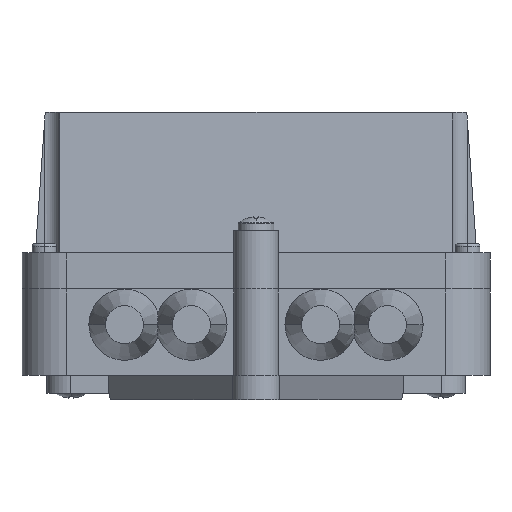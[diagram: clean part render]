
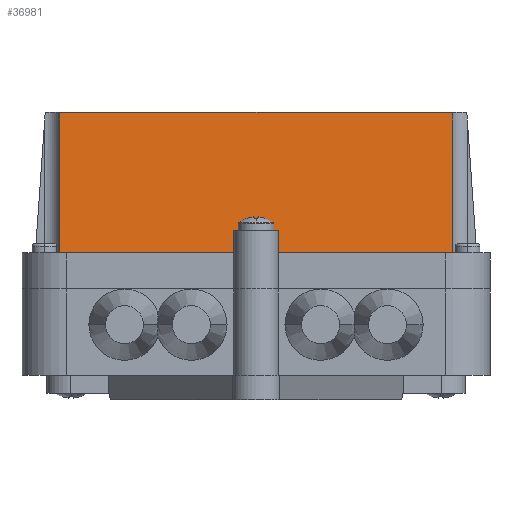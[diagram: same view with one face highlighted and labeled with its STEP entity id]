
A CAD part, front view. The second image highlights one B-rep face of the part: STEP entity #36981.
In plain terms, the highlighted face is planar.
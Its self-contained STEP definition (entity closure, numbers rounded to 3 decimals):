
#8452 = EDGE_CURVE ( 'NONE', #22143, #22142, #11695, .T. ) ;
#8468 = EDGE_CURVE ( 'NONE', #22159, #22158, #11725, .T. ) ;
#8471 = EDGE_CURVE ( 'NONE', #22163, #22162, #11733, .T. ) ;
#8472 = EDGE_CURVE ( 'NONE', #22164, #22143, #11721, .T. ) ;
#8473 = EDGE_CURVE ( 'NONE', #22159, #22166, #11736, .T. ) ;
#8474 = EDGE_CURVE ( 'NONE', #22161, #22162, #17882, .T. ) ;
#8475 = EDGE_CURVE ( 'NONE', #22158, #22161, #11732, .T. ) ;
#8476 = EDGE_CURVE ( 'NONE', #22163, #22164, #17883, .T. ) ;
#8477 = EDGE_CURVE ( 'NONE', #22165, #22142, #11738, .T. ) ;
#8479 = EDGE_CURVE ( 'NONE', #22165, #22166, #11744, .T. ) ;
#11695 = LINE ( 'NONE', #12893, #11699 ) ;
#11699 = VECTOR ( 'NONE', #12905, 1000. ) ;
#11721 = LINE ( 'NONE', #12944, #11735 ) ;
#11725 = LINE ( 'NONE', #12938, #11728 ) ;
#11728 = VECTOR ( 'NONE', #12941, 1000. ) ;
#11732 = LINE ( 'NONE', #12957, #11739 ) ;
#11733 = LINE ( 'NONE', #12947, #11734 ) ;
#11734 = VECTOR ( 'NONE', #12948, 1000. ) ;
#11735 = VECTOR ( 'NONE', #12950, 1000. ) ;
#11736 = LINE ( 'NONE', #12951, #11737 ) ;
#11737 = VECTOR ( 'NONE', #12952, 1000. ) ;
#11738 = LINE ( 'NONE', #12963, #11742 ) ;
#11739 = VECTOR ( 'NONE', #12958, 1000. ) ;
#11740 = VECTOR ( 'NONE', #12967, 1000. ) ;
#11742 = VECTOR ( 'NONE', #12964, 1000. ) ;
#11744 = LINE ( 'NONE', #12953, #11740 ) ;
#12893 = CARTESIAN_POINT ( 'NONE',  ( -49.5, 27.5, 54.5 ) ) ;
#12905 = DIRECTION ( 'NONE',  ( 1., 0., 0. ) ) ;
#12938 = CARTESIAN_POINT ( 'NONE',  ( -49.5, 27.5, 54.5 ) ) ;
#12941 = DIRECTION ( 'NONE',  ( 1., 0., 0. ) ) ;
#12944 = CARTESIAN_POINT ( 'NONE',  ( -44., 27.5, 54.5 ) ) ;
#12946 = CARTESIAN_POINT ( 'NONE',  ( 44., 56.101, 52.5 ) ) ;
#12947 = CARTESIAN_POINT ( 'NONE',  ( 49.5, 59., 52.297 ) ) ;
#12948 = DIRECTION ( 'NONE',  ( 1., 0., 0. ) ) ;
#12949 = CARTESIAN_POINT ( 'NONE',  ( -44.006, 59., 52.297 ) ) ;
#12950 = DIRECTION ( 'NONE',  ( 0., -0.998, 0.07 ) ) ;
#12951 = CARTESIAN_POINT ( 'NONE',  ( 5., 27.5, 54.5 ) ) ;
#12952 = DIRECTION ( 'NONE',  ( 0., 0.998, -0.07 ) ) ;
#12953 = CARTESIAN_POINT ( 'NONE',  ( -49.5, 32.5, 54.15 ) ) ;
#12954 = CARTESIAN_POINT ( 'NONE',  ( 44., 57.068, 52.432 ) ) ;
#12955 = CARTESIAN_POINT ( 'NONE',  ( 44.002, 58.035, 52.365 ) ) ;
#12956 = CARTESIAN_POINT ( 'NONE',  ( 44.006, 59., 52.297 ) ) ;
#12957 = CARTESIAN_POINT ( 'NONE',  ( 44., 27.5, 54.5 ) ) ;
#12958 = DIRECTION ( 'NONE',  ( 0., 0.998, -0.07 ) ) ;
#12960 = CARTESIAN_POINT ( 'NONE',  ( -44.002, 58.035, 52.365 ) ) ;
#12961 = CARTESIAN_POINT ( 'NONE',  ( -44., 57.068, 52.432 ) ) ;
#12962 = CARTESIAN_POINT ( 'NONE',  ( -44., 56.101, 52.5 ) ) ;
#12963 = CARTESIAN_POINT ( 'NONE',  ( -5., 27.5, 54.5 ) ) ;
#12964 = DIRECTION ( 'NONE',  ( 0., -0.998, 0.07 ) ) ;
#12967 = DIRECTION ( 'NONE',  ( 1., 0., 0. ) ) ;
#13839 = CARTESIAN_POINT ( 'NONE',  ( -5., 27.5, 54.5 ) ) ;
#13840 = CARTESIAN_POINT ( 'NONE',  ( -44., 27.5, 54.5 ) ) ;
#13855 = CARTESIAN_POINT ( 'NONE',  ( 44., 27.5, 54.5 ) ) ;
#13856 = CARTESIAN_POINT ( 'NONE',  ( 5., 27.5, 54.5 ) ) ;
#13858 = CARTESIAN_POINT ( 'NONE',  ( 44., 56.101, 52.5 ) ) ;
#13859 = CARTESIAN_POINT ( 'NONE',  ( 44.006, 59., 52.297 ) ) ;
#13860 = CARTESIAN_POINT ( 'NONE',  ( -44.006, 59., 52.297 ) ) ;
#13861 = CARTESIAN_POINT ( 'NONE',  ( -44., 56.101, 52.5 ) ) ;
#13862 = CARTESIAN_POINT ( 'NONE',  ( -5., 32.5, 54.15 ) ) ;
#13863 = CARTESIAN_POINT ( 'NONE',  ( 5., 32.5, 54.15 ) ) ;
#15149 = FACE_OUTER_BOUND ( 'NONE', #25524, .T. ) ;
#17656 = CARTESIAN_POINT ( 'NONE',  ( -49.5, 27.5, 54.5 ) ) ;
#17657 = PLANE ( 'NONE',  #28310 ) ;
#17662 = DIRECTION ( 'NONE',  ( 0., 0.07, 0.998 ) ) ;
#17663 = DIRECTION ( 'NONE',  ( 0., -0.998, 0.07 ) ) ;
#17882 =( BOUNDED_CURVE ( )  B_SPLINE_CURVE ( 3, ( #12946, #12954, #12955, #12956 ),
 .UNSPECIFIED., .F., .F. ) 
 B_SPLINE_CURVE_WITH_KNOTS ( ( 4, 4 ),
 ( 4.712, 4.77 ),
 .UNSPECIFIED. ) 
 CURVE ( )  GEOMETRIC_REPRESENTATION_ITEM ( )  RATIONAL_B_SPLINE_CURVE ( ( 1., 1., 1., 1. ) ) 
 REPRESENTATION_ITEM ( '' )  );
#17883 =( BOUNDED_CURVE ( )  B_SPLINE_CURVE ( 3, ( #12949, #12960, #12961, #12962 ),
 .UNSPECIFIED., .F., .T. ) 
 B_SPLINE_CURVE_WITH_KNOTS ( ( 4, 4 ),
 ( 1.513, 1.571 ),
 .UNSPECIFIED. ) 
 CURVE ( )  GEOMETRIC_REPRESENTATION_ITEM ( )  RATIONAL_B_SPLINE_CURVE ( ( 1., 1., 1., 1. ) ) 
 REPRESENTATION_ITEM ( '' )  );
#22142 = VERTEX_POINT ( 'NONE', #13839 ) ;
#22143 = VERTEX_POINT ( 'NONE', #13840 ) ;
#22158 = VERTEX_POINT ( 'NONE', #13855 ) ;
#22159 = VERTEX_POINT ( 'NONE', #13856 ) ;
#22161 = VERTEX_POINT ( 'NONE', #13858 ) ;
#22162 = VERTEX_POINT ( 'NONE', #13859 ) ;
#22163 = VERTEX_POINT ( 'NONE', #13860 ) ;
#22164 = VERTEX_POINT ( 'NONE', #13861 ) ;
#22165 = VERTEX_POINT ( 'NONE', #13862 ) ;
#22166 = VERTEX_POINT ( 'NONE', #13863 ) ;
#25524 = EDGE_LOOP ( 'NONE', ( #26371, #26372, #26373, #26374, #26375, #26376, #26377, #26378, #26379, #26380 ) ) ;
#26371 = ORIENTED_EDGE ( 'NONE', *, *, #8475, .T. ) ;
#26372 = ORIENTED_EDGE ( 'NONE', *, *, #8474, .T. ) ;
#26373 = ORIENTED_EDGE ( 'NONE', *, *, #8471, .F. ) ;
#26374 = ORIENTED_EDGE ( 'NONE', *, *, #8476, .T. ) ;
#26375 = ORIENTED_EDGE ( 'NONE', *, *, #8472, .T. ) ;
#26376 = ORIENTED_EDGE ( 'NONE', *, *, #8452, .T. ) ;
#26377 = ORIENTED_EDGE ( 'NONE', *, *, #8477, .F. ) ;
#26378 = ORIENTED_EDGE ( 'NONE', *, *, #8479, .T. ) ;
#26379 = ORIENTED_EDGE ( 'NONE', *, *, #8473, .F. ) ;
#26380 = ORIENTED_EDGE ( 'NONE', *, *, #8468, .T. ) ;
#28310 = AXIS2_PLACEMENT_3D ( 'NONE', #17656, #17662, #17663 ) ;
#36981 = ADVANCED_FACE ( 'NONE', ( #15149 ), #17657, .T. ) ;
